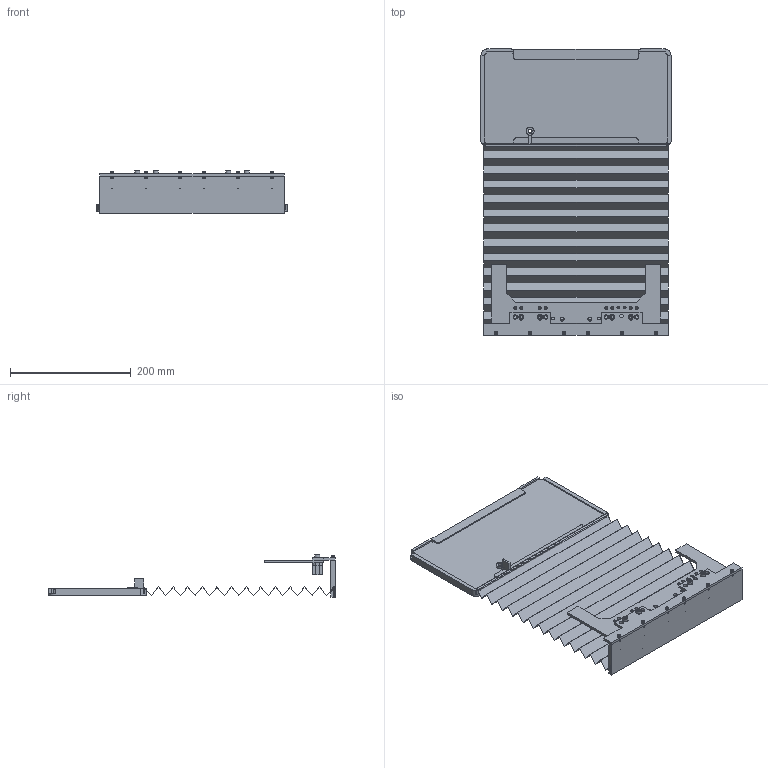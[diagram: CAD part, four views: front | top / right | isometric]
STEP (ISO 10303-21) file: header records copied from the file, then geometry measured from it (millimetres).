
FILE_DESCRIPTION(/* description */ (''),/* implementation_level */ '2;1');
FILE_NAME(/* name */ 'Y-Axis-Front-Bellows-Holder.step',/* time_stamp */ '2025-06-28T15:51:09-05:00',/* author */ (''),/* organization */ (''),/* preprocessor_version */ 'ST-DEVELOPER v20.1',/* originating_system */ 'Autodesk Translation Framework v14.10.0.0',/* authorisation */ '');
FILE_SCHEMA (('AUTOMOTIVE_DESIGN { 1 0 10303 214 3 1 1 }'));
Length unit declared in the file: millimetre
Products named in the file (13): Y-Axis-Front-Bellows-Holder; DMC2-Mini-Front-Base-plate; Front-Way-Cover-Holder; Bellows; 1320K111_Flat Bellows; Front-Way-Cover-Base-Connection; Y-axis-Bellows-Holder; Base-Table; Y-Limit-Flag-for-Optical-Switch; Y-Axis-MASSO-Optical-Limit-Switch-Holder; 94180A331_Tapered Heat-Set Inserts for Plastic; 91290A228_Alloy Steel Socket Head Screw; 91290A113_Alloy Steel Socket Head Screw
Assembly tree (25 placements, depth 3):
  Y-Axis-Front-Bellows-Holder
    DMC2-Mini-Front-Base-plate
    Front-Way-Cover-Holder
    Bellows
      1320K111_Flat Bellows
    Front-Way-Cover-Base-Connection
    Y-axis-Bellows-Holder
      Base-Table
      Y-Limit-Flag-for-Optical-Switch
    Y-Axis-MASSO-Optical-Limit-Switch-Holder
    94180A331_Tapered Heat-Set Inserts for Plastic  x6
    91290A228_Alloy Steel Socket Head Screw  x4
    91290A113_Alloy Steel Socket Head Screw  x6
Bounding box: 315 x 474.46 x 70.5 mm (x, y, z)
Volume: 783301.4 mm3; surface area: 575711.1 mm2
Topology: 24 solids, 24 shells, 2112 faces, 5431 edges, 3404 vertices
Faces by surface type: cylinder 781, plane 623, bspline 614, cone 84, torus 10
Full cylindrical faces by diameter (mm): 2.35 x90, 3 x120, 3.5 x5, 3.6 x1, 3.961 x56, 4 x2, 4.2 x10, 4.3 x2, 4.697 x6, 5 x68, 5.05 x6, 5.5 x6, 5.56 x6, 6 x4, 7 x7, 8.5 x4
Entity records: 34623 total; most frequent: CARTESIAN_POINT 19012, ORIENTED_EDGE 3312, DIRECTION 3031, EDGE_CURVE 1656, VERTEX_POINT 1065, AXIS2_PLACEMENT_3D 1064, LINE 903, VECTOR 903
